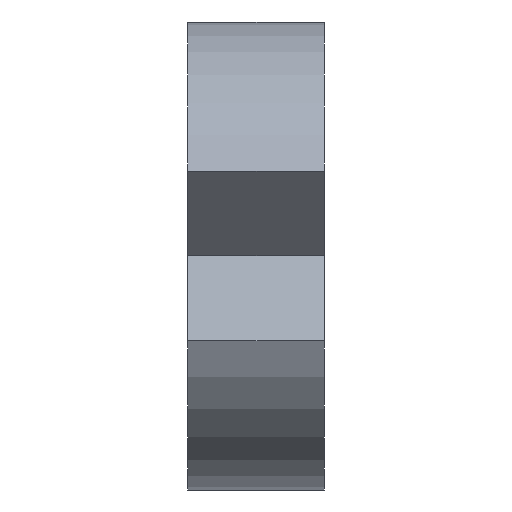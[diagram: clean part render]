
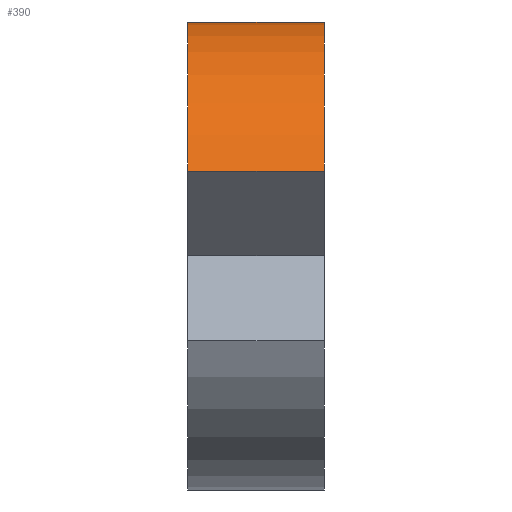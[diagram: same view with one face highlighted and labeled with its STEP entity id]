
A CAD part, left-side view. The second image highlights one B-rep face of the part: STEP entity #390.
In plain terms, the highlighted cylindrical face has radius 2.65 mm (diameter 5.3 mm), a partial arc.
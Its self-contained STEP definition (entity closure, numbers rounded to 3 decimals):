
#26=CIRCLE('',#435,2.65);
#27=CIRCLE('',#436,2.65);
#37=CYLINDRICAL_SURFACE('',#434,2.65);
#52=FACE_OUTER_BOUND('',#72,.T.);
#72=EDGE_LOOP('',(#296,#297,#298,#299));
#108=LINE('',#635,#146);
#109=LINE('',#641,#147);
#146=VECTOR('',#520,10.);
#147=VECTOR('',#527,10.);
#182=VERTEX_POINT('',#631);
#183=VERTEX_POINT('',#633);
#184=VERTEX_POINT('',#637);
#185=VERTEX_POINT('',#639);
#230=EDGE_CURVE('',#182,#183,#108,.T.);
#231=EDGE_CURVE('',#184,#182,#26,.T.);
#232=EDGE_CURVE('',#185,#183,#27,.T.);
#233=EDGE_CURVE('',#184,#185,#109,.T.);
#296=ORIENTED_EDGE('',*,*,#231,.T.);
#297=ORIENTED_EDGE('',*,*,#230,.T.);
#298=ORIENTED_EDGE('',*,*,#232,.F.);
#299=ORIENTED_EDGE('',*,*,#233,.F.);
#390=ADVANCED_FACE('',(#52),#37,.T.);
#434=AXIS2_PLACEMENT_3D('',#636,#521,#522);
#435=AXIS2_PLACEMENT_3D('',#638,#523,#524);
#436=AXIS2_PLACEMENT_3D('',#640,#525,#526);
#520=DIRECTION('',(0.,1.,0.));
#521=DIRECTION('center_axis',(0.,1.,0.));
#522=DIRECTION('ref_axis',(-1.,0.,0.));
#523=DIRECTION('center_axis',(0.,1.,0.));
#524=DIRECTION('ref_axis',(-1.,0.,0.));
#525=DIRECTION('center_axis',(0.,1.,0.));
#526=DIRECTION('ref_axis',(-1.,0.,0.));
#527=DIRECTION('',(0.,1.,0.));
#631=CARTESIAN_POINT('',(-32.835,0.,15.32));
#633=CARTESIAN_POINT('',(-32.835,1.588,15.32));
#635=CARTESIAN_POINT('',(-32.835,0.,15.32));
#636=CARTESIAN_POINT('Origin',(-32.835,0.,12.67));
#637=CARTESIAN_POINT('',(-35.323,0.,13.583));
#638=CARTESIAN_POINT('Origin',(-32.835,0.,12.67));
#639=CARTESIAN_POINT('',(-35.323,1.588,13.583));
#640=CARTESIAN_POINT('Origin',(-32.835,1.588,12.67));
#641=CARTESIAN_POINT('',(-35.323,0.,13.583));
